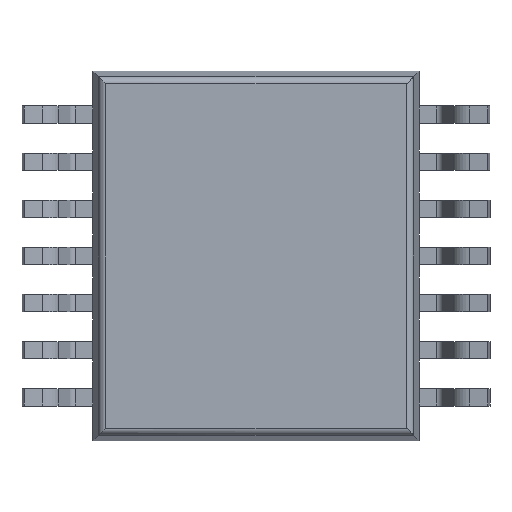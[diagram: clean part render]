
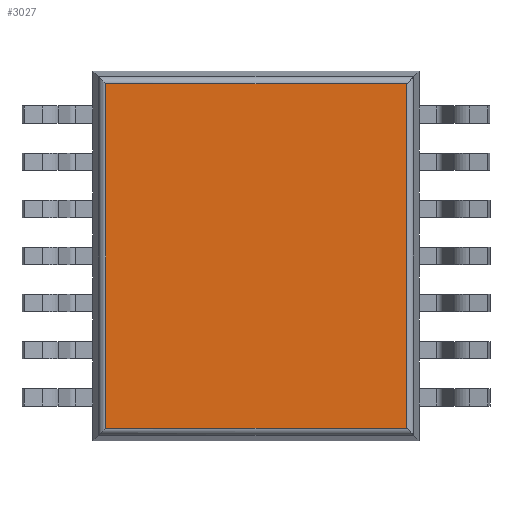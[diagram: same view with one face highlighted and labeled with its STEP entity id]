
A CAD part, front view. The second image highlights one B-rep face of the part: STEP entity #3027.
In plain terms, the highlighted planar face has unit normal (0, -1, 0).
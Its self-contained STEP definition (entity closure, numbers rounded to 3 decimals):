
#2847 = ORIENTED_EDGE ( 'NONE', *, *, #2848, .T. ) ;
#2848 = EDGE_CURVE ( 'NONE', #2854, #2856, #7467, .T. ) ;
#2849 = EDGE_CURVE ( 'NONE', #2856, #2857, #7463, .T. ) ;
#2850 = EDGE_CURVE ( 'NONE', #2852, #2854, #7459, .T. ) ;
#2851 = EDGE_CURVE ( 'NONE', #2857, #2852, #7455, .T. ) ;
#2852 = VERTEX_POINT ( 'NONE', #7451 ) ;
#2853 = ORIENTED_EDGE ( 'NONE', *, *, #2850, .T. ) ;
#2854 = VERTEX_POINT ( 'NONE', #7450 ) ;
#2855 = ORIENTED_EDGE ( 'NONE', *, *, #2851, .T. ) ;
#2856 = VERTEX_POINT ( 'NONE', #7449 ) ;
#2857 = VERTEX_POINT ( 'NONE', #7448 ) ;
#2869 = ORIENTED_EDGE ( 'NONE', *, *, #2849, .T. ) ;
#3018 = EDGE_LOOP ( 'NONE', ( #2869, #2855, #2853, #2847 ) ) ;
#3027 = ADVANCED_FACE ( 'NONE', ( #7864 ), #7904, .T. ) ;
#7448 = CARTESIAN_POINT ( 'NONE',  ( -2.073, 0.15, -2.373 ) ) ;
#7449 = CARTESIAN_POINT ( 'NONE',  ( -2.073, 0.15, 2.373 ) ) ;
#7450 = CARTESIAN_POINT ( 'NONE',  ( 2.073, 0.15, 2.373 ) ) ;
#7451 = CARTESIAN_POINT ( 'NONE',  ( 2.073, 0.15, -2.373 ) ) ;
#7452 = DIRECTION ( 'NONE',  ( 1., 0., 0. ) ) ;
#7453 = VECTOR ( 'NONE', #7452, 1000. ) ;
#7454 = CARTESIAN_POINT ( 'NONE',  ( -2.25, 0.15, -2.373 ) ) ;
#7455 = LINE ( 'NONE', #7454, #7453 ) ;
#7456 = DIRECTION ( 'NONE',  ( 0., 0., 1. ) ) ;
#7457 = VECTOR ( 'NONE', #7456, 1000. ) ;
#7458 = CARTESIAN_POINT ( 'NONE',  ( 2.073, 0.15, -2.55 ) ) ;
#7459 = LINE ( 'NONE', #7458, #7457 ) ;
#7460 = DIRECTION ( 'NONE',  ( 0., 0., -1. ) ) ;
#7461 = VECTOR ( 'NONE', #7460, 1000. ) ;
#7462 = CARTESIAN_POINT ( 'NONE',  ( -2.073, 0.15, -2.55 ) ) ;
#7463 = LINE ( 'NONE', #7462, #7461 ) ;
#7464 = DIRECTION ( 'NONE',  ( -1., 0., 0. ) ) ;
#7465 = VECTOR ( 'NONE', #7464, 1000. ) ;
#7466 = CARTESIAN_POINT ( 'NONE',  ( -2.25, 0.15, 2.373 ) ) ;
#7467 = LINE ( 'NONE', #7466, #7465 ) ;
#7864 = FACE_OUTER_BOUND ( 'NONE', #3018, .T. ) ;
#7900 = DIRECTION ( 'NONE',  ( 0., 0., -1. ) ) ;
#7901 = DIRECTION ( 'NONE',  ( 0., -1., 0. ) ) ;
#7902 = CARTESIAN_POINT ( 'NONE',  ( -2.25, 0.15, -2.55 ) ) ;
#7903 = AXIS2_PLACEMENT_3D ( 'NONE', #7902, #7901, #7900 ) ;
#7904 = PLANE ( 'NONE',  #7903 ) ;
